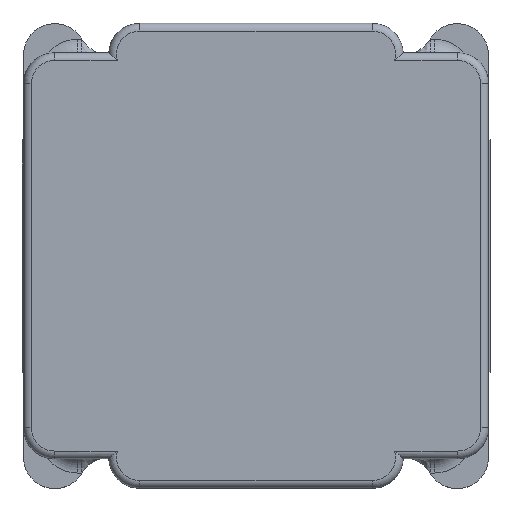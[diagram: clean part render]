
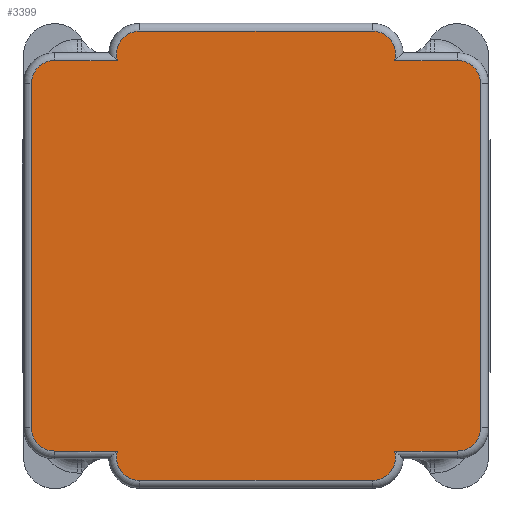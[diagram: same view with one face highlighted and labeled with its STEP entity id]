
A CAD part, top view. The second image highlights one B-rep face of the part: STEP entity #3399.
In plain terms, the highlighted planar face has unit normal (0, 0, 1).
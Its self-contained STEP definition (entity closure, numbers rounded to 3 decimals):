
#118=PLANE('',#3665);
#284=LINE('',#5401,#567);
#285=LINE('',#5405,#568);
#286=LINE('',#5409,#569);
#287=LINE('',#5413,#570);
#288=LINE('',#5417,#571);
#289=LINE('',#5421,#572);
#290=LINE('',#5425,#573);
#291=LINE('',#5429,#574);
#567=VECTOR('',#4175,1.);
#568=VECTOR('',#4178,1.);
#569=VECTOR('',#4181,1.);
#570=VECTOR('',#4184,1.);
#571=VECTOR('',#4187,1.);
#572=VECTOR('',#4190,1.);
#573=VECTOR('',#4193,1.);
#574=VECTOR('',#4196,1.);
#834=FACE_OUTER_BOUND('',#1037,.T.);
#1037=EDGE_LOOP('',(#2332,#2333,#2334,#2335,#2336,#2337,#2338,#2339,#2340,
#2341,#2342,#2343,#2344,#2345,#2346,#2347));
#1268=CIRCLE('',#3666,0.15);
#1269=CIRCLE('',#3667,0.15);
#1270=CIRCLE('',#3668,0.15);
#1271=CIRCLE('',#3669,0.15);
#1272=CIRCLE('',#3670,0.15);
#1273=CIRCLE('',#3671,0.15);
#1274=CIRCLE('',#3672,0.15);
#1275=CIRCLE('',#3673,0.15);
#1516=VERTEX_POINT('',#5399);
#1517=VERTEX_POINT('',#5400);
#1518=VERTEX_POINT('',#5402);
#1519=VERTEX_POINT('',#5404);
#1520=VERTEX_POINT('',#5406);
#1521=VERTEX_POINT('',#5408);
#1522=VERTEX_POINT('',#5410);
#1523=VERTEX_POINT('',#5412);
#1524=VERTEX_POINT('',#5414);
#1525=VERTEX_POINT('',#5416);
#1526=VERTEX_POINT('',#5418);
#1527=VERTEX_POINT('',#5420);
#1528=VERTEX_POINT('',#5422);
#1529=VERTEX_POINT('',#5424);
#1530=VERTEX_POINT('',#5426);
#1531=VERTEX_POINT('',#5428);
#1831=EDGE_CURVE('',#1516,#1517,#284,.T.);
#1832=EDGE_CURVE('',#1517,#1518,#1268,.T.);
#1833=EDGE_CURVE('',#1518,#1519,#285,.T.);
#1834=EDGE_CURVE('',#1519,#1520,#1269,.T.);
#1835=EDGE_CURVE('',#1520,#1521,#286,.T.);
#1836=EDGE_CURVE('',#1521,#1522,#1270,.T.);
#1837=EDGE_CURVE('',#1522,#1523,#287,.T.);
#1838=EDGE_CURVE('',#1523,#1524,#1271,.T.);
#1839=EDGE_CURVE('',#1524,#1525,#288,.T.);
#1840=EDGE_CURVE('',#1525,#1526,#1272,.T.);
#1841=EDGE_CURVE('',#1526,#1527,#289,.T.);
#1842=EDGE_CURVE('',#1527,#1528,#1273,.T.);
#1843=EDGE_CURVE('',#1528,#1529,#290,.T.);
#1844=EDGE_CURVE('',#1529,#1530,#1274,.T.);
#1845=EDGE_CURVE('',#1530,#1531,#291,.T.);
#1846=EDGE_CURVE('',#1531,#1516,#1275,.T.);
#2332=ORIENTED_EDGE('',*,*,#1831,.T.);
#2333=ORIENTED_EDGE('',*,*,#1832,.T.);
#2334=ORIENTED_EDGE('',*,*,#1833,.T.);
#2335=ORIENTED_EDGE('',*,*,#1834,.T.);
#2336=ORIENTED_EDGE('',*,*,#1835,.T.);
#2337=ORIENTED_EDGE('',*,*,#1836,.T.);
#2338=ORIENTED_EDGE('',*,*,#1837,.T.);
#2339=ORIENTED_EDGE('',*,*,#1838,.T.);
#2340=ORIENTED_EDGE('',*,*,#1839,.T.);
#2341=ORIENTED_EDGE('',*,*,#1840,.T.);
#2342=ORIENTED_EDGE('',*,*,#1841,.T.);
#2343=ORIENTED_EDGE('',*,*,#1842,.T.);
#2344=ORIENTED_EDGE('',*,*,#1843,.T.);
#2345=ORIENTED_EDGE('',*,*,#1844,.T.);
#2346=ORIENTED_EDGE('',*,*,#1845,.T.);
#2347=ORIENTED_EDGE('',*,*,#1846,.T.);
#3399=ADVANCED_FACE('',(#834),#118,.T.);
#3665=AXIS2_PLACEMENT_3D('',#5398,#4173,#4174);
#3666=AXIS2_PLACEMENT_3D('',#5403,#4176,#4177);
#3667=AXIS2_PLACEMENT_3D('',#5407,#4179,#4180);
#3668=AXIS2_PLACEMENT_3D('',#5411,#4182,#4183);
#3669=AXIS2_PLACEMENT_3D('',#5415,#4185,#4186);
#3670=AXIS2_PLACEMENT_3D('',#5419,#4188,#4189);
#3671=AXIS2_PLACEMENT_3D('',#5423,#4191,#4192);
#3672=AXIS2_PLACEMENT_3D('',#5427,#4194,#4195);
#3673=AXIS2_PLACEMENT_3D('',#5430,#4197,#4198);
#4173=DIRECTION('center_axis',(0.,0.,1.));
#4174=DIRECTION('ref_axis',(0.,1.,0.));
#4175=DIRECTION('',(1.,0.,0.));
#4176=DIRECTION('center_axis',(0.,0.,1.));
#4177=DIRECTION('ref_axis',(0.,1.,0.));
#4178=DIRECTION('',(0.,1.,0.));
#4179=DIRECTION('center_axis',(0.,0.,1.));
#4180=DIRECTION('ref_axis',(0.,1.,0.));
#4181=DIRECTION('',(-1.,0.,0.));
#4182=DIRECTION('center_axis',(0.,0.,1.));
#4183=DIRECTION('ref_axis',(0.,1.,0.));
#4184=DIRECTION('',(-1.,0.,0.));
#4185=DIRECTION('center_axis',(0.,0.,1.));
#4186=DIRECTION('ref_axis',(0.,1.,0.));
#4187=DIRECTION('',(-1.,0.,0.));
#4188=DIRECTION('center_axis',(0.,0.,1.));
#4189=DIRECTION('ref_axis',(0.,1.,0.));
#4190=DIRECTION('',(0.,-1.,0.));
#4191=DIRECTION('center_axis',(0.,0.,1.));
#4192=DIRECTION('ref_axis',(0.,1.,0.));
#4193=DIRECTION('',(1.,0.,0.));
#4194=DIRECTION('center_axis',(0.,0.,1.));
#4195=DIRECTION('ref_axis',(0.,1.,0.));
#4196=DIRECTION('',(1.,0.,0.));
#4197=DIRECTION('center_axis',(0.,0.,1.));
#4198=DIRECTION('ref_axis',(0.,1.,0.));
#5398=CARTESIAN_POINT('Origin',(0.,0.,1.51));
#5399=CARTESIAN_POINT('',(0.895,-1.26,1.51));
#5400=CARTESIAN_POINT('',(1.3,-1.26,1.51));
#5401=CARTESIAN_POINT('',(1.3,-1.26,1.51));
#5402=CARTESIAN_POINT('',(1.45,-1.11,1.51));
#5403=CARTESIAN_POINT('Origin',(1.3,-1.11,1.51));
#5404=CARTESIAN_POINT('',(1.45,1.11,1.51));
#5405=CARTESIAN_POINT('',(1.45,1.11,1.51));
#5406=CARTESIAN_POINT('',(1.3,1.26,1.51));
#5407=CARTESIAN_POINT('Origin',(1.3,1.11,1.51));
#5408=CARTESIAN_POINT('',(0.895,1.26,1.51));
#5409=CARTESIAN_POINT('',(0.95,1.26,1.51));
#5410=CARTESIAN_POINT('',(0.75,1.45,1.51));
#5411=CARTESIAN_POINT('Origin',(0.75,1.3,1.51));
#5412=CARTESIAN_POINT('',(-0.75,1.45,1.51));
#5413=CARTESIAN_POINT('',(-0.75,1.45,1.51));
#5414=CARTESIAN_POINT('',(-0.895,1.26,1.51));
#5415=CARTESIAN_POINT('Origin',(-0.75,1.3,1.51));
#5416=CARTESIAN_POINT('',(-1.3,1.26,1.51));
#5417=CARTESIAN_POINT('',(-1.3,1.26,1.51));
#5418=CARTESIAN_POINT('',(-1.45,1.11,1.51));
#5419=CARTESIAN_POINT('Origin',(-1.3,1.11,1.51));
#5420=CARTESIAN_POINT('',(-1.45,-1.11,1.51));
#5421=CARTESIAN_POINT('',(-1.45,-1.11,1.51));
#5422=CARTESIAN_POINT('',(-1.3,-1.26,1.51));
#5423=CARTESIAN_POINT('Origin',(-1.3,-1.11,1.51));
#5424=CARTESIAN_POINT('',(-0.895,-1.26,1.51));
#5425=CARTESIAN_POINT('',(-0.95,-1.26,1.51));
#5426=CARTESIAN_POINT('',(-0.75,-1.45,1.51));
#5427=CARTESIAN_POINT('Origin',(-0.75,-1.3,1.51));
#5428=CARTESIAN_POINT('',(0.75,-1.45,1.51));
#5429=CARTESIAN_POINT('',(0.75,-1.45,1.51));
#5430=CARTESIAN_POINT('Origin',(0.75,-1.3,1.51));
